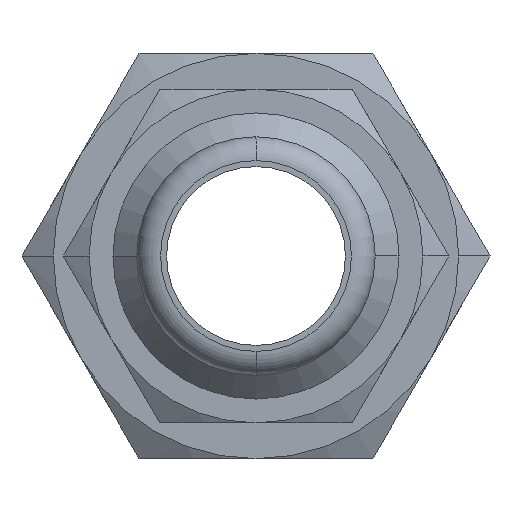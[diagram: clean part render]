
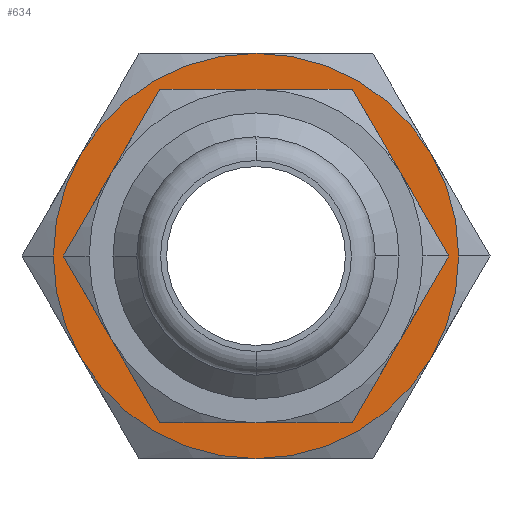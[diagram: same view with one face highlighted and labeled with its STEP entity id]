
A CAD part, front view. The second image highlights one B-rep face of the part: STEP entity #634.
In plain terms, the highlighted planar face has unit normal (0, -1, 0).
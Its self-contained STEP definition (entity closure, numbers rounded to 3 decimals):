
#634=ADVANCED_FACE('',(#1175,#1176),#1177,.T.);
#1175=FACE_OUTER_BOUND('',#1421,.T.);
#1176=FACE_BOUND('',#1422,.T.);
#1177=PLANE('',#1423);
#1421=EDGE_LOOP('',(#1844,#1845,#1846,#1847,#1848,#1849,#1850,#1851));
#1422=EDGE_LOOP('',(#1852,#1853));
#1423=AXIS2_PLACEMENT_3D('',#1854,#1855,#1856);
#1844=ORIENTED_EDGE('',*,*,#2507,.F.);
#1845=ORIENTED_EDGE('',*,*,#2493,.F.);
#1846=ORIENTED_EDGE('',*,*,#2496,.F.);
#1847=ORIENTED_EDGE('',*,*,#2498,.F.);
#1848=ORIENTED_EDGE('',*,*,#2491,.F.);
#1849=ORIENTED_EDGE('',*,*,#2502,.F.);
#1850=ORIENTED_EDGE('',*,*,#2505,.F.);
#1851=ORIENTED_EDGE('',*,*,#2487,.F.);
#1852=ORIENTED_EDGE('',*,*,#2527,.T.);
#1853=ORIENTED_EDGE('',*,*,#2471,.T.);
#1854=CARTESIAN_POINT('',(7.25,27.5,0.0));
#1855=DIRECTION('',(0.0,-1.0,0.0));
#1856=DIRECTION('',(-1.0,0.0,0.0));
#2471=EDGE_CURVE('',#2764,#2761,#2765,.T.);
#2487=EDGE_CURVE('',#2791,#2794,#2795,.T.);
#2491=EDGE_CURVE('',#2800,#2798,#2802,.T.);
#2493=EDGE_CURVE('',#2804,#2806,#2807,.T.);
#2496=EDGE_CURVE('',#2810,#2804,#2812,.T.);
#2498=EDGE_CURVE('',#2798,#2810,#2814,.T.);
#2502=EDGE_CURVE('',#2818,#2800,#2820,.T.);
#2505=EDGE_CURVE('',#2794,#2818,#2824,.T.);
#2507=EDGE_CURVE('',#2806,#2791,#2826,.T.);
#2527=EDGE_CURVE('',#2761,#2764,#2854,.T.);
#2761=VERTEX_POINT('',#2861);
#2764=VERTEX_POINT('',#2865);
#2765=CIRCLE('',#2866,6.0);
#2791=VERTEX_POINT('',#2921);
#2794=VERTEX_POINT('',#2925);
#2795=CIRCLE('',#2926,8.5);
#2798=VERTEX_POINT('',#2940);
#2800=VERTEX_POINT('',#2943);
#2802=CIRCLE('',#2956,8.5);
#2804=VERTEX_POINT('',#2958);
#2806=VERTEX_POINT('',#2971);
#2807=CIRCLE('',#2972,8.5);
#2810=VERTEX_POINT('',#2986);
#2812=CIRCLE('',#2999,8.5);
#2814=CIRCLE('',#3012,8.5);
#2818=VERTEX_POINT('',#3038);
#2820=CIRCLE('',#3051,8.5);
#2824=CIRCLE('',#3077,8.5);
#2826=CIRCLE('',#3090,8.5);
#2854=CIRCLE('',#3228,6.0);
#2861=CARTESIAN_POINT('',(6.0,27.5,0.0));
#2865=CARTESIAN_POINT('',(-6.0,27.5,0.));
#2866=AXIS2_PLACEMENT_3D('',#3242,#3243,#3244);
#2921=CARTESIAN_POINT('',(8.5,27.5,0.));
#2925=CARTESIAN_POINT('',(7.361,27.5,-4.25));
#2926=AXIS2_PLACEMENT_3D('',#3268,#3269,#3270);
#2940=CARTESIAN_POINT('',(-8.5,27.5,0.));
#2943=CARTESIAN_POINT('',(-7.361,27.5,-4.25));
#2956=AXIS2_PLACEMENT_3D('',#3272,#3273,#3274);
#2958=CARTESIAN_POINT('',(0.,27.5,8.5));
#2971=CARTESIAN_POINT('',(7.361,27.5,4.25));
#2972=AXIS2_PLACEMENT_3D('',#3275,#3276,#3277);
#2986=CARTESIAN_POINT('',(-7.361,27.5,4.25));
#2999=AXIS2_PLACEMENT_3D('',#3278,#3279,#3280);
#3012=AXIS2_PLACEMENT_3D('',#3281,#3282,#3283);
#3038=CARTESIAN_POINT('',(0.0,27.5,-8.5));
#3051=AXIS2_PLACEMENT_3D('',#3284,#3285,#3286);
#3077=AXIS2_PLACEMENT_3D('',#3287,#3288,#3289);
#3090=AXIS2_PLACEMENT_3D('',#3290,#3291,#3292);
#3228=AXIS2_PLACEMENT_3D('',#3320,#3321,#3322);
#3242=CARTESIAN_POINT('',(0.0,27.5,0.0));
#3243=DIRECTION('',(-0.0,1.0,0.0));
#3244=DIRECTION('',(1.0,0.0,0.0));
#3268=CARTESIAN_POINT('',(0.0,27.5,0.0));
#3269=DIRECTION('',(-0.0,1.0,0.0));
#3270=DIRECTION('',(1.0,0.0,0.0));
#3272=CARTESIAN_POINT('',(0.0,27.5,0.0));
#3273=DIRECTION('',(-0.0,1.0,0.0));
#3274=DIRECTION('',(1.0,0.0,0.0));
#3275=CARTESIAN_POINT('',(0.0,27.5,0.0));
#3276=DIRECTION('',(-0.0,1.0,0.0));
#3277=DIRECTION('',(1.0,0.0,0.0));
#3278=CARTESIAN_POINT('',(0.0,27.5,0.0));
#3279=DIRECTION('',(-0.0,1.0,0.0));
#3280=DIRECTION('',(1.0,0.0,0.0));
#3281=CARTESIAN_POINT('',(0.0,27.5,0.0));
#3282=DIRECTION('',(-0.0,1.0,0.0));
#3283=DIRECTION('',(1.0,0.0,0.0));
#3284=CARTESIAN_POINT('',(0.0,27.5,0.0));
#3285=DIRECTION('',(-0.0,1.0,0.0));
#3286=DIRECTION('',(1.0,0.0,0.0));
#3287=CARTESIAN_POINT('',(0.0,27.5,0.0));
#3288=DIRECTION('',(-0.0,1.0,0.0));
#3289=DIRECTION('',(1.0,0.0,0.0));
#3290=CARTESIAN_POINT('',(0.0,27.5,0.0));
#3291=DIRECTION('',(-0.0,1.0,0.0));
#3292=DIRECTION('',(1.0,0.0,0.0));
#3320=CARTESIAN_POINT('',(0.0,27.5,0.0));
#3321=DIRECTION('',(-0.0,1.0,0.0));
#3322=DIRECTION('',(1.0,0.0,0.0));
